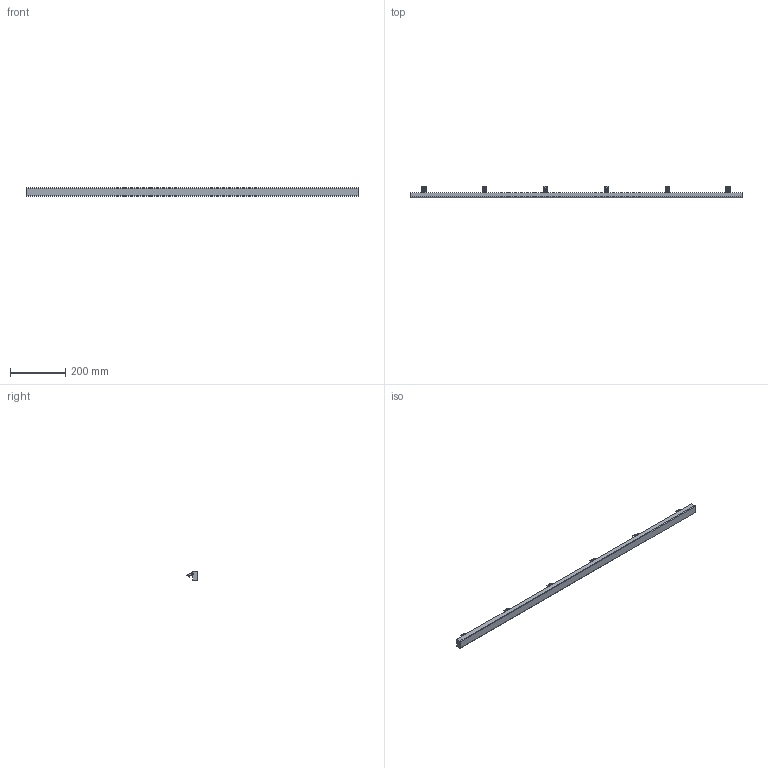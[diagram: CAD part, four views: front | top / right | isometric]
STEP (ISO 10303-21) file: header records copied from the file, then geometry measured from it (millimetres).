
FILE_DESCRIPTION(('STEP AP214'),'1');
FILE_NAME('11_Encabecamento_Superior.step','2026-01-05T18:57:24',(' '),(' '),'Spatial InterOp 3D',' ',' ');
FILE_SCHEMA(('AUTOMOTIVE_DESIGN { 1 0 10303 214 1 1 1 1 }'));
Length unit declared in the file: millimetre
Products named in the file (1): ENCABECAMENTO SUPERIOR
Bounding box: 1200 x 40 x 31 mm (x, y, z)
Volume: 661002.8 mm3; surface area: 139050.3 mm2
Topology: 19 solids, 19 shells, 396 faces, 1032 edges, 680 vertices
Faces by surface type: plane 328, cylinder 44, cone 12, bspline 12
Full cylindrical faces by diameter (mm): 3.5 x12, 4 x6, 8 x12
Entity records: 15470 total; most frequent: CARTESIAN_POINT 3141, ORIENTED_EDGE 1872, DIRECTION 1716, EDGE_CURVE 936, LINE 674, VECTOR 674, VERTEX_POINT 650, AXIS2_PLACEMENT_3D 521
